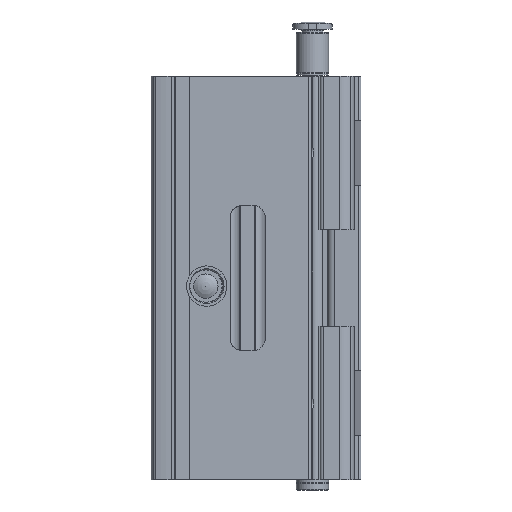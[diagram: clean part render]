
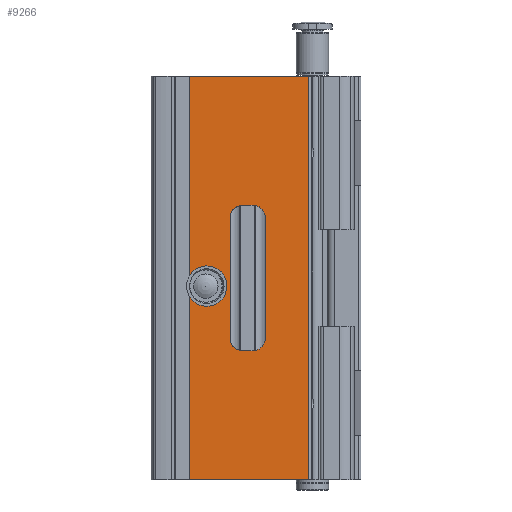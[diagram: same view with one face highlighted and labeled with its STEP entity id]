
A CAD part, left-side view. The second image highlights one B-rep face of the part: STEP entity #9266.
In plain terms, the highlighted planar face has unit normal (-1, 0, 0).
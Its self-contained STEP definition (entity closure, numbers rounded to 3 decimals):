
#261=CIRCLE('',#10220,3.);
#262=CIRCLE('',#10221,3.);
#263=CIRCLE('',#10222,3.);
#264=CIRCLE('',#10223,3.);
#265=CIRCLE('',#10224,5.);
#645=PLANE('',#10219);
#1606=ORIENTED_EDGE('',*,*,#4271,.T.);
#1607=ORIENTED_EDGE('',*,*,#4272,.T.);
#1608=ORIENTED_EDGE('',*,*,#4273,.T.);
#1609=ORIENTED_EDGE('',*,*,#4274,.T.);
#1610=ORIENTED_EDGE('',*,*,#4275,.T.);
#1611=ORIENTED_EDGE('',*,*,#4276,.T.);
#1612=ORIENTED_EDGE('',*,*,#4277,.T.);
#1613=ORIENTED_EDGE('',*,*,#4278,.T.);
#1614=ORIENTED_EDGE('',*,*,#4279,.F.);
#1615=ORIENTED_EDGE('',*,*,#3783,.T.);
#1616=ORIENTED_EDGE('',*,*,#4280,.T.);
#1617=ORIENTED_EDGE('',*,*,#4281,.F.);
#1618=ORIENTED_EDGE('',*,*,#4282,.F.);
#1619=ORIENTED_EDGE('',*,*,#3777,.T.);
#3777=EDGE_CURVE('',#5164,#5162,#6104,.T.);
#3783=EDGE_CURVE('',#5167,#5169,#6110,.T.);
#4271=EDGE_CURVE('',#5546,#5547,#261,.T.);
#4272=EDGE_CURVE('',#5547,#5548,#6374,.T.);
#4273=EDGE_CURVE('',#5548,#5549,#262,.T.);
#4274=EDGE_CURVE('',#5549,#5550,#6375,.T.);
#4275=EDGE_CURVE('',#5550,#5551,#263,.T.);
#4276=EDGE_CURVE('',#5551,#5552,#6376,.T.);
#4277=EDGE_CURVE('',#5552,#5553,#264,.T.);
#4278=EDGE_CURVE('',#5553,#5546,#6377,.T.);
#4279=EDGE_CURVE('',#5167,#5162,#265,.F.);
#4280=EDGE_CURVE('',#5169,#5554,#6378,.T.);
#4281=EDGE_CURVE('',#5555,#5554,#6379,.T.);
#4282=EDGE_CURVE('',#5164,#5555,#6380,.T.);
#5162=VERTEX_POINT('',#13868);
#5164=VERTEX_POINT('',#13871);
#5167=VERTEX_POINT('',#13878);
#5169=VERTEX_POINT('',#13882);
#5546=VERTEX_POINT('',#15191);
#5547=VERTEX_POINT('',#15192);
#5548=VERTEX_POINT('',#15194);
#5549=VERTEX_POINT('',#15196);
#5550=VERTEX_POINT('',#15198);
#5551=VERTEX_POINT('',#15200);
#5552=VERTEX_POINT('',#15202);
#5553=VERTEX_POINT('',#15204);
#5554=VERTEX_POINT('',#15208);
#5555=VERTEX_POINT('',#15210);
#6104=LINE('',#13870,#6883);
#6110=LINE('',#13883,#6889);
#6374=LINE('',#15193,#7153);
#6375=LINE('',#15197,#7154);
#6376=LINE('',#15201,#7155);
#6377=LINE('',#15205,#7156);
#6378=LINE('',#15207,#7157);
#6379=LINE('',#15209,#7158);
#6380=LINE('',#15211,#7159);
#6883=VECTOR('',#10995,1000.);
#6889=VECTOR('',#11003,1000.);
#7153=VECTOR('',#11821,1000.);
#7154=VECTOR('',#11824,1000.);
#7155=VECTOR('',#11827,1000.);
#7156=VECTOR('',#11830,1000.);
#7157=VECTOR('',#11833,1000.);
#7158=VECTOR('',#11834,1000.);
#7159=VECTOR('',#11835,1000.);
#7770=EDGE_LOOP('',(#1606,#1607,#1608,#1609,#1610,#1611,#1612,#1613));
#7771=EDGE_LOOP('',(#1614,#1615,#1616,#1617,#1618,#1619));
#8403=FACE_BOUND('',#7770,.T.);
#8404=FACE_BOUND('',#7771,.T.);
#9266=ADVANCED_FACE('',(#8403,#8404),#645,.F.);
#10219=AXIS2_PLACEMENT_3D('',#15189,#11817,#11818);
#10220=AXIS2_PLACEMENT_3D('',#15190,#11819,#11820);
#10221=AXIS2_PLACEMENT_3D('',#15195,#11822,#11823);
#10222=AXIS2_PLACEMENT_3D('',#15199,#11825,#11826);
#10223=AXIS2_PLACEMENT_3D('',#15203,#11828,#11829);
#10224=AXIS2_PLACEMENT_3D('',#15206,#11831,#11832);
#10995=DIRECTION('',(0.,0.,-1.));
#11003=DIRECTION('',(0.,0.,-1.));
#11817=DIRECTION('',(1.,0.,0.));
#11818=DIRECTION('',(0.,0.,-1.));
#11819=DIRECTION('',(1.,0.,0.));
#11820=DIRECTION('',(0.,0.,-1.));
#11821=DIRECTION('',(0.,-1.,0.));
#11822=DIRECTION('',(1.,0.,0.));
#11823=DIRECTION('',(0.,0.,-1.));
#11824=DIRECTION('',(0.,0.,-1.));
#11825=DIRECTION('',(1.,0.,0.));
#11826=DIRECTION('',(0.,0.,-1.));
#11827=DIRECTION('',(0.,1.,0.));
#11828=DIRECTION('',(1.,0.,0.));
#11829=DIRECTION('',(0.,0.,-1.));
#11830=DIRECTION('',(0.,0.,1.));
#11831=DIRECTION('',(1.,0.,0.));
#11832=DIRECTION('',(0.,0.,-1.));
#11833=DIRECTION('',(0.,-1.,0.));
#11834=DIRECTION('',(0.,0.,-1.));
#11835=DIRECTION('',(0.,-1.,0.));
#13868=CARTESIAN_POINT('',(-17.8,42.5,0.551));
#13870=CARTESIAN_POINT('',(-17.8,42.5,50.));
#13871=CARTESIAN_POINT('',(-17.8,42.5,50.));
#13878=CARTESIAN_POINT('',(-17.8,42.5,-4.551));
#13882=CARTESIAN_POINT('',(-17.8,42.5,-50.));
#13883=CARTESIAN_POINT('',(-17.8,42.5,50.));
#15189=CARTESIAN_POINT('',(-17.8,42.5,50.));
#15190=CARTESIAN_POINT('',(-17.8,29.4,15.));
#15191=CARTESIAN_POINT('',(-17.8,32.4,15.));
#15192=CARTESIAN_POINT('',(-17.8,29.4,18.));
#15193=CARTESIAN_POINT('',(-17.8,42.5,18.));
#15194=CARTESIAN_POINT('',(-17.8,26.7,18.));
#15195=CARTESIAN_POINT('',(-17.8,26.7,15.));
#15196=CARTESIAN_POINT('',(-17.8,23.7,15.));
#15197=CARTESIAN_POINT('',(-17.8,23.7,50.));
#15198=CARTESIAN_POINT('',(-17.8,23.7,-15.));
#15199=CARTESIAN_POINT('',(-17.8,26.7,-15.));
#15200=CARTESIAN_POINT('',(-17.8,26.7,-18.));
#15201=CARTESIAN_POINT('',(-17.8,42.5,-18.));
#15202=CARTESIAN_POINT('',(-17.8,29.4,-18.));
#15203=CARTESIAN_POINT('',(-17.8,29.4,-15.));
#15204=CARTESIAN_POINT('',(-17.8,32.4,-15.));
#15205=CARTESIAN_POINT('',(-17.8,32.4,50.));
#15206=CARTESIAN_POINT('',(-17.8,38.2,-2.));
#15207=CARTESIAN_POINT('',(-17.8,42.5,-50.));
#15208=CARTESIAN_POINT('',(-17.8,12.9,-50.));
#15209=CARTESIAN_POINT('',(-17.8,12.9,50.));
#15210=CARTESIAN_POINT('',(-17.8,12.9,50.));
#15211=CARTESIAN_POINT('',(-17.8,42.5,50.));
